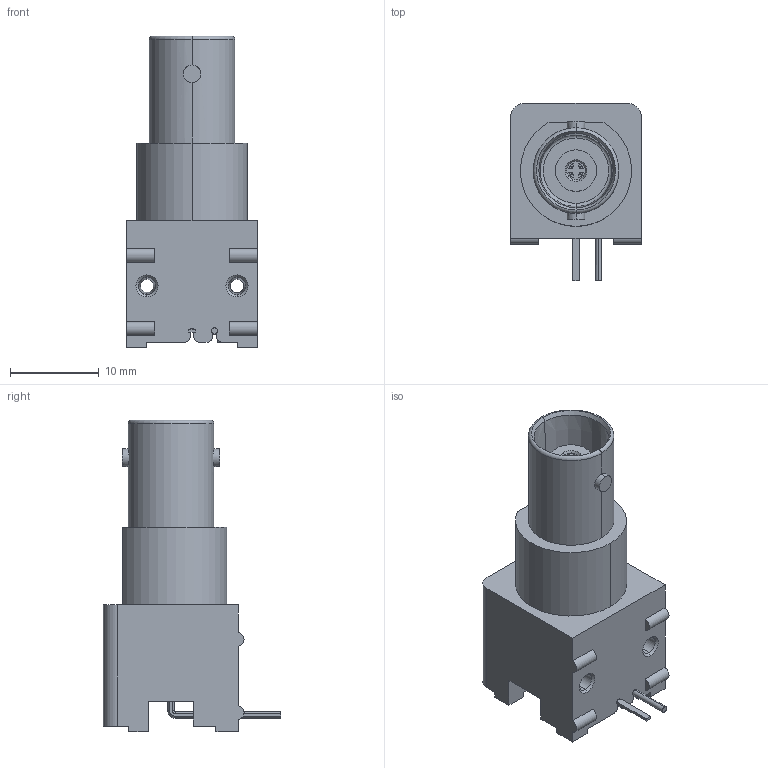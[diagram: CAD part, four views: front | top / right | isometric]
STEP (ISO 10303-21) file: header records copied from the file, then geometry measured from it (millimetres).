
FILE_DESCRIPTION(('STEP AP242'),'1');
FILE_NAME('42k8691_5226990-1.stp','2020-10-12T14:42:04',('TraceParts'),('TraceParts S.A.'),'Spatial InterOp 3D',' ',' ');
FILE_SCHEMA(('AP242_MANAGED_MODEL_BASED_3D_ENGINEERING_MIM_LF {1 0 10303 442 1 1 4}'));
Length unit declared in the file: millimetre
Products named in the file (1): 42k8691_5226990-1
Bounding box: 14.76 x 19.99 x 35.18 mm (x, y, z)
Volume: 4191.1 mm3; surface area: 2648.8 mm2
Topology: 1 solids, 1 shells, 165 faces, 453 edges, 292 vertices
Faces by surface type: plane 73, cylinder 52, cone 34, torus 6
Entity records: 5506 total; most frequent: CARTESIAN_POINT 1201, DIRECTION 909, ORIENTED_EDGE 906, EDGE_CURVE 453, AXIS2_PLACEMENT_3D 328, VERTEX_POINT 292, LINE 253, VECTOR 253
